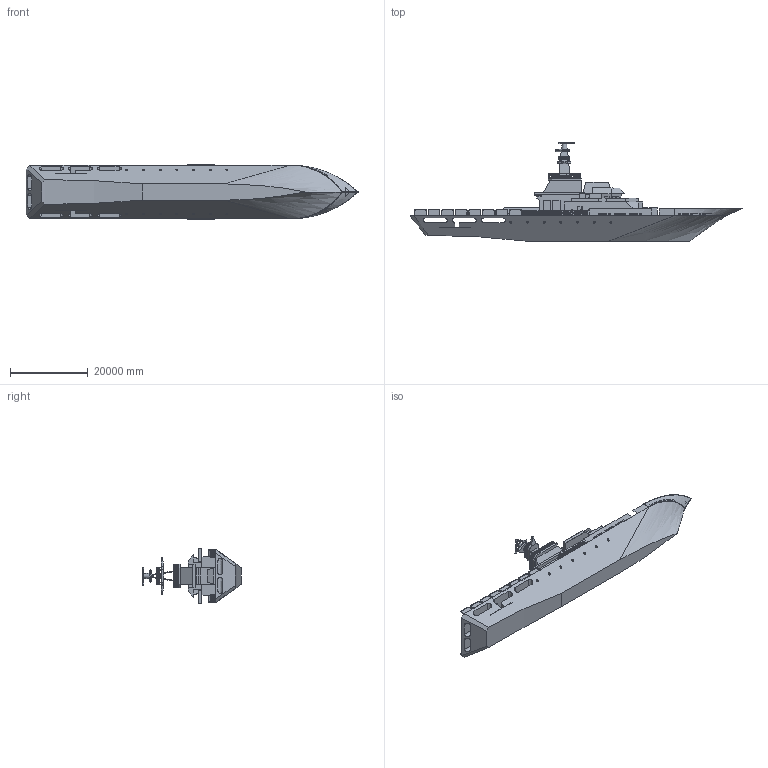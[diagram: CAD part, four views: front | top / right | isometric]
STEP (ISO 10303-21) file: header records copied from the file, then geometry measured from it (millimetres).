
FILE_DESCRIPTION(('FreeCAD Model'),'2;1');
FILE_NAME('Open CASCADE Shape Model','2025-05-03T14:01:27',('FreeCAD'),( 'FreeCAD'),'Open CASCADE STEP processor 7.6','FreeCAD','Unknown');
FILE_SCHEMA(('AUTOMOTIVE_DESIGN { 1 0 10303 214 1 1 1 1 }'));
Products named in the file (1): Open CASCADE STEP translator 7.6 1
Bounding box: 85601.85 x 25350 x 14059.98 mm (x, y, z)
Volume: 4478473972210.8 mm3; surface area: 4975337269.4 mm2
Topology: 45 solids, 51 shells, 1139 faces, 3679 edges, 2660 vertices
Faces by surface type: bspline 1132, offset 7
Entity records: 80080 total; most frequent: CARTESIAN_POINT 59938, ORIENTED_EDGE 6600, EDGE_CURVE 3674, VERTEX_POINT 2660, B_SPLINE_CURVE_WITH_KNOTS 2658, FACE_BOUND 1283, EDGE_LOOP 1283, ADVANCED_FACE 1139
